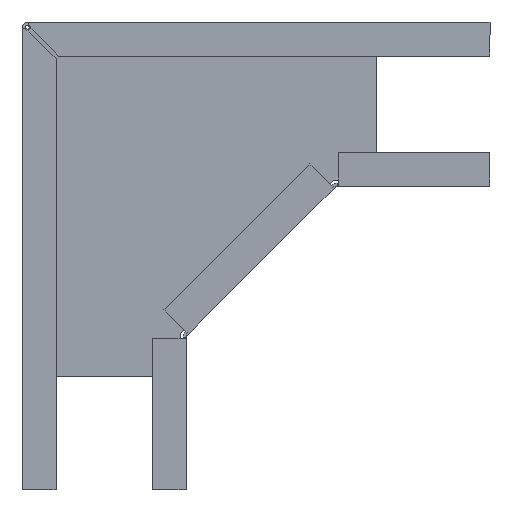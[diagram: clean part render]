
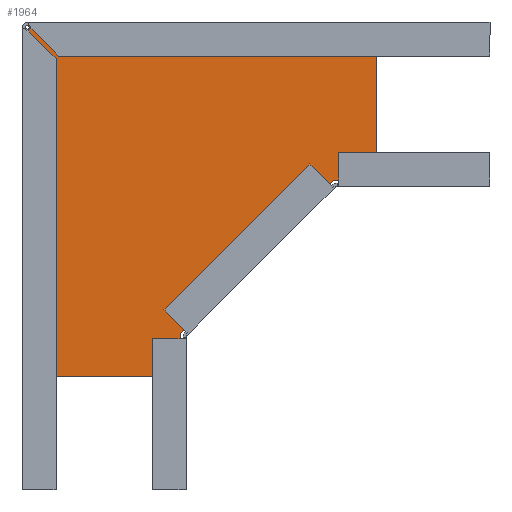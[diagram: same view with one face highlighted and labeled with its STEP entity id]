
A CAD part, front view. The second image highlights one B-rep face of the part: STEP entity #1964.
In plain terms, the highlighted planar face has unit normal (0, -1, 0).
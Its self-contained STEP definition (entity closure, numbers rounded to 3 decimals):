
#128 = ORIENTED_EDGE ( 'NONE', *, *, #4458, .F. ) ;
#241 = DIRECTION ( 'NONE',  ( 0., 0., 1. ) ) ;
#323 = VERTEX_POINT ( 'NONE', #2124 ) ;
#436 = LINE ( 'NONE', #5875, #2605 ) ;
#778 = DIRECTION ( 'NONE',  ( 0., -1., 0. ) ) ;
#822 = ORIENTED_EDGE ( 'NONE', *, *, #3702, .F. ) ;
#859 = LINE ( 'NONE', #3002, #2660 ) ;
#917 = LINE ( 'NONE', #5037, #1498 ) ;
#1232 = DIRECTION ( 'NONE',  ( -0.707, 0., -0.707 ) ) ;
#1324 = DIRECTION ( 'NONE',  ( 1., 0., 0. ) ) ;
#1440 = LINE ( 'NONE', #3048, #1595 ) ;
#1492 = VECTOR ( 'NONE', #1324, 1000. ) ;
#1498 = VECTOR ( 'NONE', #5053, 1000. ) ;
#1595 = VECTOR ( 'NONE', #241, 1000. ) ;
#1707 = CARTESIAN_POINT ( 'NONE',  ( 112.5, -1.5, 0. ) ) ;
#1964 = ADVANCED_FACE ( 'NONE', ( #5224 ), #5838, .T. ) ;
#2018 = VECTOR ( 'NONE', #3797, 1000. ) ;
#2038 = DIRECTION ( 'NONE',  ( -1., 0., 0. ) ) ;
#2084 = CARTESIAN_POINT ( 'NONE',  ( 49., -1.5, -112.5 ) ) ;
#2120 = EDGE_CURVE ( 'NONE', #3591, #323, #917, .T. ) ;
#2124 = CARTESIAN_POINT ( 'NONE',  ( 0., -1.5, -112.5 ) ) ;
#2292 = EDGE_CURVE ( 'NONE', #4453, #5267, #3016, .T. ) ;
#2603 = CARTESIAN_POINT ( 'NONE',  ( 49., -1.5, -98.5 ) ) ;
#2605 = VECTOR ( 'NONE', #1232, 1000. ) ;
#2625 = ORIENTED_EDGE ( 'NONE', *, *, #2292, .F. ) ;
#2660 = VECTOR ( 'NONE', #2038, 1000. ) ;
#2883 = EDGE_LOOP ( 'NONE', ( #2625, #4236, #5175, #5008, #822, #128, #4519 ) ) ;
#3002 = CARTESIAN_POINT ( 'NONE',  ( 98.5, -1.5, -49. ) ) ;
#3016 = LINE ( 'NONE', #3193, #1492 ) ;
#3043 = CARTESIAN_POINT ( 'NONE',  ( 112.5, -1.5, -49. ) ) ;
#3048 = CARTESIAN_POINT ( 'NONE',  ( 0., -1.5, 0. ) ) ;
#3193 = CARTESIAN_POINT ( 'NONE',  ( 112.5, -1.5, 0. ) ) ;
#3233 = AXIS2_PLACEMENT_3D ( 'NONE', #4450, #778, #4008 ) ;
#3542 = EDGE_CURVE ( 'NONE', #323, #4453, #1440, .T. ) ;
#3591 = VERTEX_POINT ( 'NONE', #2084 ) ;
#3677 = VERTEX_POINT ( 'NONE', #2603 ) ;
#3702 = EDGE_CURVE ( 'NONE', #4177, #3677, #436, .T. ) ;
#3797 = DIRECTION ( 'NONE',  ( 0., 0., -1. ) ) ;
#3898 = CARTESIAN_POINT ( 'NONE',  ( 0., -1.5, 0. ) ) ;
#3940 = CARTESIAN_POINT ( 'NONE',  ( 49., -1.5, -112.5 ) ) ;
#4008 = DIRECTION ( 'NONE',  ( 0., 0., -1. ) ) ;
#4177 = VERTEX_POINT ( 'NONE', #5133 ) ;
#4236 = ORIENTED_EDGE ( 'NONE', *, *, #3542, .F. ) ;
#4263 = VECTOR ( 'NONE', #5303, 1000. ) ;
#4323 = EDGE_CURVE ( 'NONE', #5267, #4647, #5937, .T. ) ;
#4441 = EDGE_CURVE ( 'NONE', #3677, #3591, #5229, .T. ) ;
#4450 = CARTESIAN_POINT ( 'NONE',  ( 0., -1.5, 0. ) ) ;
#4453 = VERTEX_POINT ( 'NONE', #3898 ) ;
#4458 = EDGE_CURVE ( 'NONE', #4647, #4177, #859, .T. ) ;
#4519 = ORIENTED_EDGE ( 'NONE', *, *, #4323, .F. ) ;
#4647 = VERTEX_POINT ( 'NONE', #3043 ) ;
#4685 = CARTESIAN_POINT ( 'NONE',  ( 112.5, -1.5, -49. ) ) ;
#5008 = ORIENTED_EDGE ( 'NONE', *, *, #4441, .F. ) ;
#5037 = CARTESIAN_POINT ( 'NONE',  ( 0., -1.5, -112.5 ) ) ;
#5053 = DIRECTION ( 'NONE',  ( -1., 0., 0. ) ) ;
#5133 = CARTESIAN_POINT ( 'NONE',  ( 98.5, -1.5, -49. ) ) ;
#5175 = ORIENTED_EDGE ( 'NONE', *, *, #2120, .F. ) ;
#5224 = FACE_OUTER_BOUND ( 'NONE', #2883, .T. ) ;
#5229 = LINE ( 'NONE', #3940, #4263 ) ;
#5267 = VERTEX_POINT ( 'NONE', #1707 ) ;
#5303 = DIRECTION ( 'NONE',  ( 0., 0., -1. ) ) ;
#5838 = PLANE ( 'NONE',  #3233 ) ;
#5875 = CARTESIAN_POINT ( 'NONE',  ( 49., -1.5, -98.5 ) ) ;
#5937 = LINE ( 'NONE', #4685, #2018 ) ;
